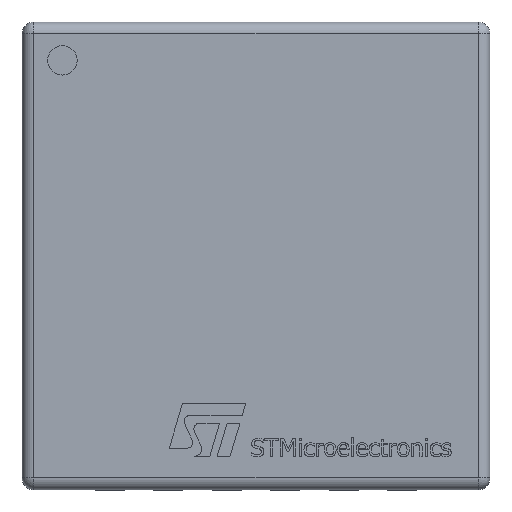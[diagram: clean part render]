
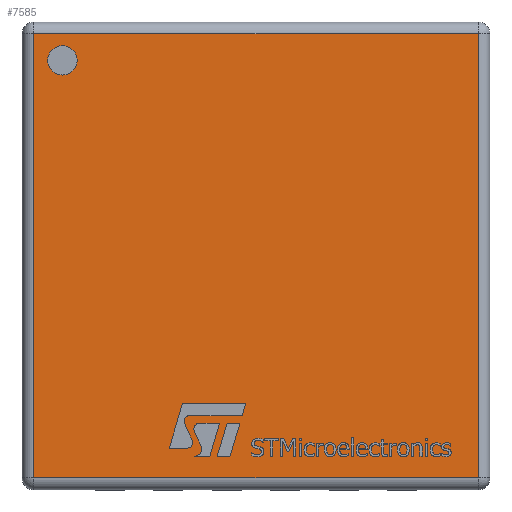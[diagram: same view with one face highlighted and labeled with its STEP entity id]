
A CAD part, top view. The second image highlights one B-rep face of the part: STEP entity #7585.
In plain terms, the highlighted planar face has unit normal (0, 0, 1).
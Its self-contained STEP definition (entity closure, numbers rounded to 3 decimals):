
#528=PLANE('',#8129);
#834=LINE('',#10227,#1612);
#838=LINE('',#10243,#1616);
#840=LINE('',#10246,#1618);
#842=LINE('',#10249,#1620);
#1612=VECTOR('',#8580,3.8);
#1616=VECTOR('',#8598,3.8);
#1618=VECTOR('',#8602,3.8);
#1620=VECTOR('',#8606,3.8);
#2440=FACE_OUTER_BOUND('',#2917,.T.);
#2917=EDGE_LOOP('',(#5390,#5391,#5392,#5393));
#3471=VERTEX_POINT('',#10189);
#3476=VERTEX_POINT('',#10202);
#3481=VERTEX_POINT('',#10215);
#3486=VERTEX_POINT('',#10231);
#4230=EDGE_CURVE('',#3471,#3481,#834,.T.);
#4238=EDGE_CURVE('',#3481,#3486,#838,.T.);
#4240=EDGE_CURVE('',#3486,#3476,#840,.T.);
#4242=EDGE_CURVE('',#3476,#3471,#842,.T.);
#5390=ORIENTED_EDGE('',*,*,#4230,.F.);
#5391=ORIENTED_EDGE('',*,*,#4242,.F.);
#5392=ORIENTED_EDGE('',*,*,#4240,.F.);
#5393=ORIENTED_EDGE('',*,*,#4238,.F.);
#7585=ADVANCED_FACE('',(#2440),#528,.T.);
#8129=AXIS2_PLACEMENT_3D('',#10258,#8618,#8619);
#8580=DIRECTION('',(0.,1.,0.));
#8598=DIRECTION('',(1.,0.,0.));
#8602=DIRECTION('',(0.,-1.,0.));
#8606=DIRECTION('',(-1.,0.,0.));
#8618=DIRECTION('center_axis',(0.,0.,1.));
#8619=DIRECTION('ref_axis',(1.,0.,0.));
#10189=CARTESIAN_POINT('',(-1.9,-1.9,0.98));
#10202=CARTESIAN_POINT('',(1.9,-1.9,0.98));
#10215=CARTESIAN_POINT('',(-1.9,1.9,0.98));
#10227=CARTESIAN_POINT('',(-1.9,1.,0.98));
#10231=CARTESIAN_POINT('',(1.9,1.9,0.98));
#10243=CARTESIAN_POINT('',(1.,1.9,0.98));
#10246=CARTESIAN_POINT('',(1.9,-1.,0.98));
#10249=CARTESIAN_POINT('',(-1.,-1.9,0.98));
#10258=CARTESIAN_POINT('Origin',(0.,0.,
0.98));
